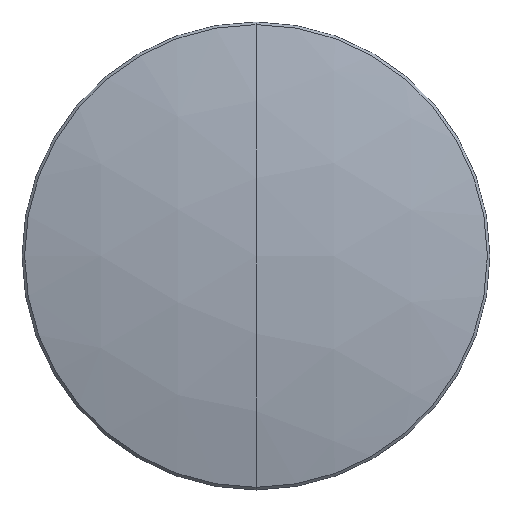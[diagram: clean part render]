
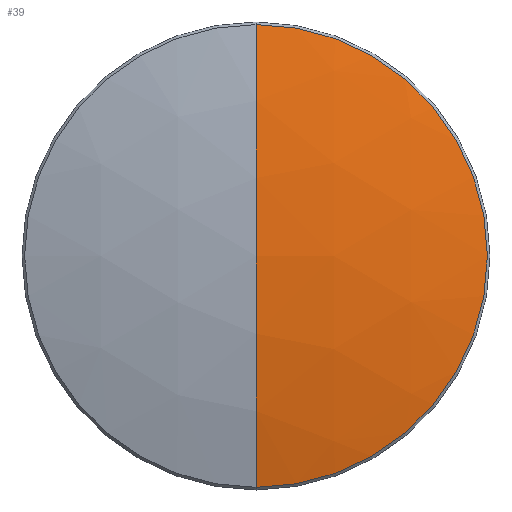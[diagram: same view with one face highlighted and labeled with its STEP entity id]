
A CAD part, top view. The second image highlights one B-rep face of the part: STEP entity #39.
In plain terms, the highlighted spherical face has radius 51.5 mm.
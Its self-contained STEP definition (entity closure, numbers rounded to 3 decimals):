
#10 = VERTEX_POINT ( 'NONE', #133 ) ;
#22 = VERTEX_POINT ( 'NONE', #116 ) ;
#38 = EDGE_CURVE ( 'NONE', #22, #10, #114, .T. ) ;
#39 = ADVANCED_FACE ( 'NONE', ( #157 ), #187, .T. ) ;
#40 = VERTEX_POINT ( 'NONE', #188 ) ;
#67 = EDGE_LOOP ( 'NONE', ( #77, #69, #68 ) ) ;
#68 = ORIENTED_EDGE ( 'NONE', *, *, #70, .F. ) ;
#69 = ORIENTED_EDGE ( 'NONE', *, *, #38, .T. ) ;
#70 = EDGE_CURVE ( 'NONE', #40, #10, #300, .T. ) ;
#76 = EDGE_CURVE ( 'NONE', #22, #40, #267, .T. ) ;
#77 = ORIENTED_EDGE ( 'NONE', *, *, #76, .F. ) ;
#114 = CIRCLE ( 'NONE', #121, 51.5 ) ;
#116 = CARTESIAN_POINT ( 'NONE',  ( -29.812, 20.713, 3.455 ) ) ;
#121 = AXIS2_PLACEMENT_3D ( 'NONE', #168, #155, #154 ) ;
#133 = CARTESIAN_POINT ( 'NONE',  ( -29.812, 8.154, 1.9 ) ) ;
#154 = DIRECTION ( 'NONE',  ( 0., 1., 0. ) ) ;
#155 = DIRECTION ( 'NONE',  ( 1., 0., 0. ) ) ;
#157 = FACE_OUTER_BOUND ( 'NONE', #67, .T. ) ;
#168 = CARTESIAN_POINT ( 'NONE',  ( -29.812, 20.713, -48.045 ) ) ;
#181 = DIRECTION ( 'NONE',  ( 1., 0., 0. ) ) ;
#182 = CARTESIAN_POINT ( 'NONE',  ( -29.812, 20.713, -48.045 ) ) ;
#185 = DIRECTION ( 'NONE',  ( 0., 1., 0. ) ) ;
#186 = AXIS2_PLACEMENT_3D ( 'NONE', #182, #181, #185 ) ;
#187 = SPHERICAL_SURFACE ( 'NONE', #186, 51.5 ) ;
#188 = CARTESIAN_POINT ( 'NONE',  ( -29.812, 33.271, 1.9 ) ) ;
#197 = DIRECTION ( 'NONE',  ( 0., 0., 1. ) ) ;
#198 = DIRECTION ( 'NONE',  ( -1., 0., 0. ) ) ;
#199 = AXIS2_PLACEMENT_3D ( 'NONE', #273, #198, #197 ) ;
#267 = CIRCLE ( 'NONE', #199, 51.5 ) ;
#273 = CARTESIAN_POINT ( 'NONE',  ( -29.812, 20.713, -48.045 ) ) ;
#274 = DIRECTION ( 'NONE',  ( 0., 1., 0. ) ) ;
#275 = DIRECTION ( 'NONE',  ( 0., 0., -1. ) ) ;
#276 = CARTESIAN_POINT ( 'NONE',  ( -29.812, 20.713, 1.9 ) ) ;
#277 = AXIS2_PLACEMENT_3D ( 'NONE', #276, #275, #274 ) ;
#300 = CIRCLE ( 'NONE', #277, 12.559 ) ;
